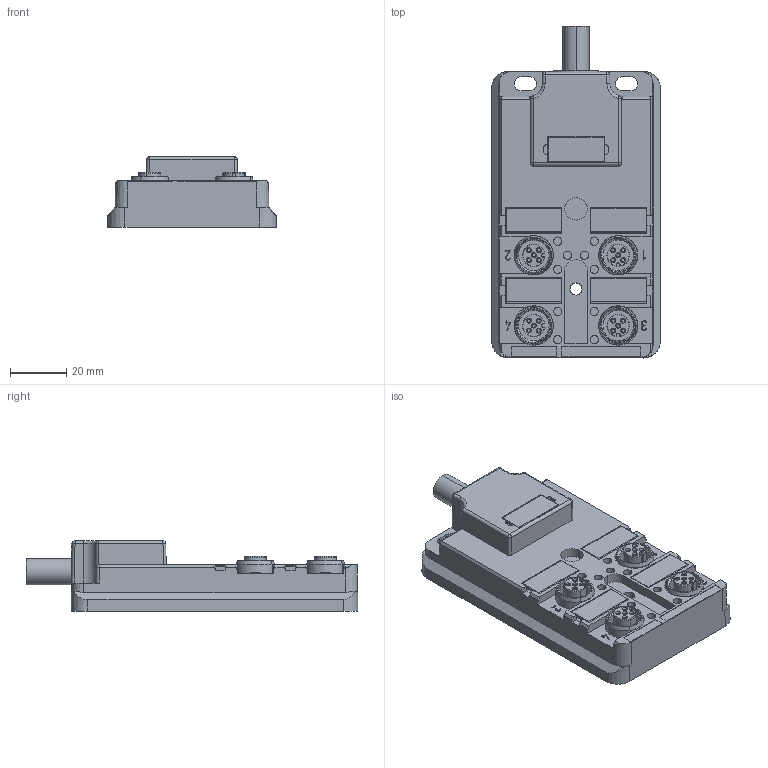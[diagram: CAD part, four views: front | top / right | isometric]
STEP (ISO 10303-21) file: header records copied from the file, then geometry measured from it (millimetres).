
FILE_DESCRIPTION(('CATIA V5 STEP Exchange','CAx-IF Rec.Pracs.--- Model Styling and Organization---1.4--- 2014-01-23'),'2;1');
FILE_NAME ('034173-3_1_9456330000_9456330000.stp','2019-12-10T09:55:24+00:00',('none'),('Weidmueller'),'CATIA Version 5-6 Release 2016 SP3 HF44','CATIA V5 STEP AP214','none');
FILE_SCHEMA(('AUTOMOTIVE_DESIGN { 1 0 10303 214 1 1 1 1 }'));
Length unit declared in the file: millimetre
Products named in the file (1): 9456330000
Bounding box: 60 x 118 x 25 mm (x, y, z)
Volume: 97323.6 mm3; surface area: 35677.7 mm2
Topology: 16 solids, 16 shells, 1032 faces, 2610 edges, 1673 vertices
Faces by surface type: plane 445, cylinder 381, cone 154, torus 44, sphere 6, bspline 2
Entity records: 29100 total; most frequent: CARTESIAN_POINT 6133, ORIENTED_EDGE 5208, DIRECTION 3716, EDGE_CURVE 2604, AXIS2_PLACEMENT_3D 1692, VERTEX_POINT 1673, VECTOR 1364, LINE 1364
